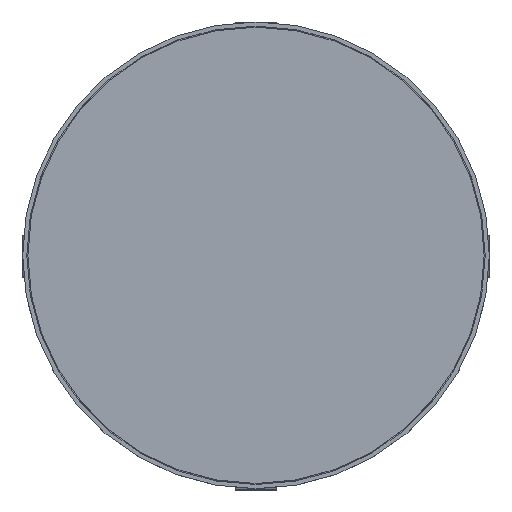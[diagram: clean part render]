
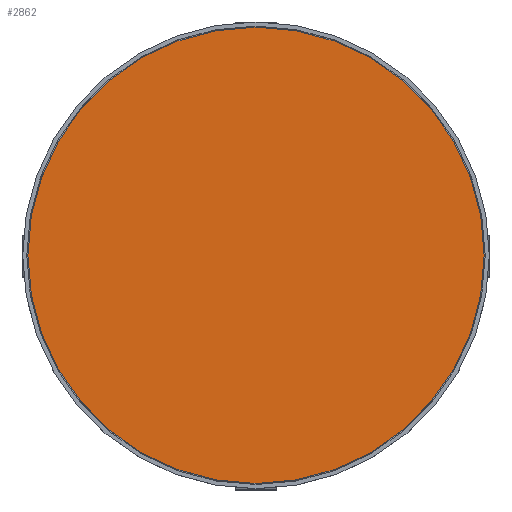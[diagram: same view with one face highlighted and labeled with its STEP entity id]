
A CAD part, top view. The second image highlights one B-rep face of the part: STEP entity #2862.
In plain terms, the highlighted planar face has unit normal (0, 0, 1).
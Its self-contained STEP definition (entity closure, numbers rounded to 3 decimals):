
#2779 = VERTEX_POINT('',#2780);
#2780 = CARTESIAN_POINT('',(22399.317,21042.007,
    748.266));
#2789 = CYLINDRICAL_SURFACE('',#2790,220.);
#2790 = AXIS2_PLACEMENT_3D('',#2791,#2792,#2793);
#2791 = CARTESIAN_POINT('',(22399.317,21262.007,
    748.266));
#2792 = DIRECTION('',(0.,0.,1.));
#2793 = DIRECTION('',(0.,-1.,0.));
#2836 = EDGE_CURVE('',#2779,#2779,#2837,.T.);
#2837 = SURFACE_CURVE('',#2838,(#2843,#2850),.PCURVE_S1.);
#2838 = CIRCLE('',#2839,220.);
#2839 = AXIS2_PLACEMENT_3D('',#2840,#2841,#2842);
#2840 = CARTESIAN_POINT('',(22399.317,21262.007,
    748.266));
#2841 = DIRECTION('',(-0.,0.,1.));
#2842 = DIRECTION('',(0.,-1.,0.));
#2843 = PCURVE('',#2789,#2844);
#2844 = DEFINITIONAL_REPRESENTATION('',(#2845),#2849);
#2845 = LINE('',#2846,#2847);
#2846 = CARTESIAN_POINT('',(0.,0.));
#2847 = VECTOR('',#2848,1.);
#2848 = DIRECTION('',(1.,0.));
#2849 = ( GEOMETRIC_REPRESENTATION_CONTEXT(2) 
PARAMETRIC_REPRESENTATION_CONTEXT() REPRESENTATION_CONTEXT('2D SPACE',''
  ) );
#2850 = PCURVE('',#2851,#2856);
#2851 = PLANE('',#2852);
#2852 = AXIS2_PLACEMENT_3D('',#2853,#2854,#2855);
#2853 = CARTESIAN_POINT('',(22399.317,21262.007,
    748.266));
#2854 = DIRECTION('',(0.,0.,1.));
#2855 = DIRECTION('',(0.,-1.,0.));
#2856 = DEFINITIONAL_REPRESENTATION('',(#2857),#2861);
#2857 = CIRCLE('',#2858,220.);
#2858 = AXIS2_PLACEMENT_2D('',#2859,#2860);
#2859 = CARTESIAN_POINT('',(0.,0.));
#2860 = DIRECTION('',(1.,0.));
#2861 = ( GEOMETRIC_REPRESENTATION_CONTEXT(2) 
PARAMETRIC_REPRESENTATION_CONTEXT() REPRESENTATION_CONTEXT('2D SPACE',''
  ) );
#2862 = ADVANCED_FACE('',(#2863),#2851,.T.);
#2863 = FACE_BOUND('',#2864,.T.);
#2864 = EDGE_LOOP('',(#2865));
#2865 = ORIENTED_EDGE('',*,*,#2836,.T.);
